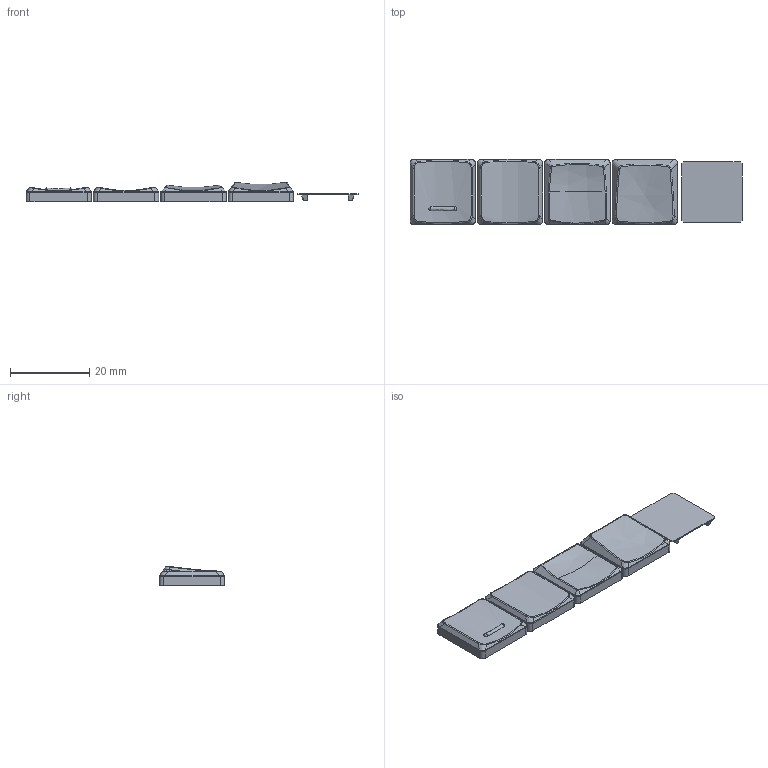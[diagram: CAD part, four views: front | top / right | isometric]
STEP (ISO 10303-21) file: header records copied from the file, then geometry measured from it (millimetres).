
FILE_DESCRIPTION(/* description */ ('Open CASCADE Model'),/* implementation_level */ '2;1');
FILE_NAME(/* name */ 'MK5 keycaps v31 1425 2 piece for fdm.step',/* time_stamp */ '2025-07-08T12:25:22-04:00',/* author */ (''),/* organization */ (''),/* preprocessor_version */ 'ST-DEVELOPER v20.1',/* originating_system */ 'Autodesk Translation Framework v14.10.0.0',/* authorisation */ '');
FILE_SCHEMA (('AUTOMOTIVE_DESIGN { 1 0 10303 214 3 1 1 }'));
Length unit declared in the file: millimetre
Products named in the file (1): Open CASCADE STEP translator 7.5 1
Bounding box: 83.8 x 16.5 x 4.83 mm (x, y, z)
Volume: 1638.7 mm3; surface area: 3936.8 mm2
Topology: 5 solids, 5 shells, 268 faces, 646 edges, 398 vertices
Faces by surface type: plane 110, bspline 83, cylinder 61, cone 8, torus 3, sphere 3
Entity records: 9602 total; most frequent: CARTESIAN_POINT 3733, ORIENTED_EDGE 1290, DIRECTION 1056, EDGE_CURVE 645, VERTEX_POINT 398, AXIS2_PLACEMENT_3D 371, LINE 314, VECTOR 314
